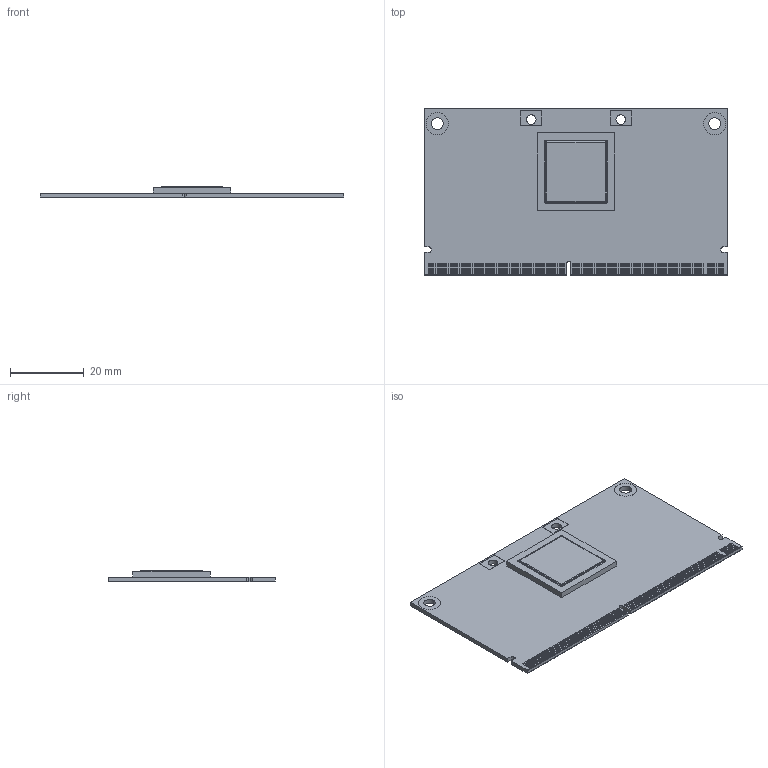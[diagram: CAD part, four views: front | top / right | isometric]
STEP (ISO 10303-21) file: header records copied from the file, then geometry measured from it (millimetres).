
FILE_DESCRIPTION (( 'STEP AP214' ), '1' );
FILE_NAME ('Apalis iMX6 IT simple 3D.STEP', '2015-05-20T08:14:18', ( 'Peter Lischer' ), ( '' ), 'SwSTEP 2.0', 'SolidWorks 2012', '' );
FILE_SCHEMA (( 'AUTOMOTIVE_DESIGN' ));
Length unit declared in the file: millimetre
Products named in the file (3): Freescale iMX6 IT; Apalis PCB; Apalis iMX6 IT simple 3D
Assembly tree (2 placements, depth 2):
  Apalis iMX6 IT simple 3D
    Apalis PCB
    Freescale iMX6 IT
Bounding box: 82 x 45 x 3.15 mm (x, y, z)
Volume: 5194.3 mm3; surface area: 8764.7 mm2
Topology: 2 solids, 2 shells, 1753 faces, 4207 edges, 2798 vertices
Faces by surface type: plane 1707, cylinder 36, bspline 6, sphere 4
Entity records: 50736 total; most frequent: CARTESIAN_POINT 8865, ORIENTED_EDGE 8414, DIRECTION 7769, EDGE_CURVE 4207, VECTOR 4125, LINE 4125, VERTEX_POINT 2798, EDGE_LOOP 2101
